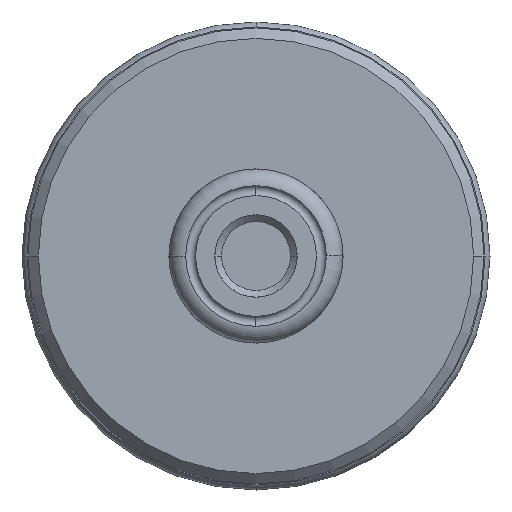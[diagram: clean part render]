
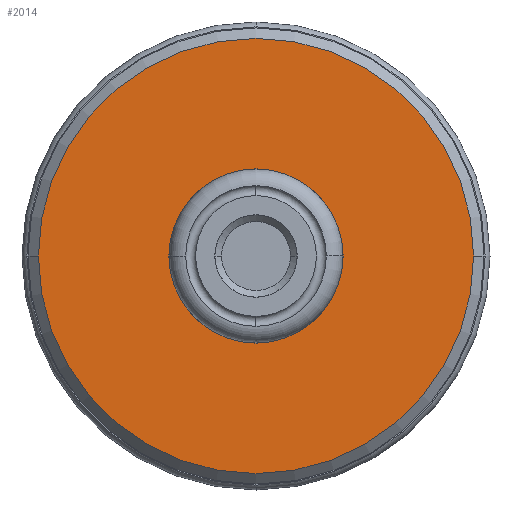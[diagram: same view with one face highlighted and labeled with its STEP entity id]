
A CAD part, left-side view. The second image highlights one B-rep face of the part: STEP entity #2014.
In plain terms, the highlighted planar face has unit normal (-1, 0, 0).
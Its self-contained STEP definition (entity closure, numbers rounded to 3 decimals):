
#952=CARTESIAN_POINT('',(-15.75,0.,0.));
#953=DIRECTION('',(-1.,0.,0.));
#954=DIRECTION('',(0.,-1.,0.));
#955=AXIS2_PLACEMENT_3D('',#952,#953,#954);
#957=CARTESIAN_POINT('',(-15.75,0.,0.));
#958=DIRECTION('',(-1.,0.,0.));
#959=DIRECTION('',(0.,1.,0.));
#960=AXIS2_PLACEMENT_3D('',#957,#958,#959);
#962=CARTESIAN_POINT('',(-15.75,0.,0.));
#963=DIRECTION('',(1.,0.,0.));
#964=DIRECTION('',(0.,1.,0.));
#965=AXIS2_PLACEMENT_3D('',#962,#963,#964);
#967=CARTESIAN_POINT('',(-15.75,0.,0.));
#968=DIRECTION('',(1.,0.,0.));
#969=DIRECTION('',(0.,-1.,0.));
#970=AXIS2_PLACEMENT_3D('',#967,#968,#969);
#1054=CARTESIAN_POINT('',(-15.75,-15.863,0.));
#1055=CARTESIAN_POINT('',(-15.75,15.863,0.));
#1056=VERTEX_POINT('',#1054);
#1057=VERTEX_POINT('',#1055);
#1142=CARTESIAN_POINT('',(-15.75,6.35,0.));
#1143=CARTESIAN_POINT('',(-15.75,-6.35,0.));
#1144=VERTEX_POINT('',#1142);
#1145=VERTEX_POINT('',#1143);
#1998=CARTESIAN_POINT('',(-15.75,0.,0.));
#1999=DIRECTION('',(-1.,0.,0.));
#2000=DIRECTION('',(0.,1.,0.));
#2001=AXIS2_PLACEMENT_3D('',#1998,#1999,#2000);
#2002=PLANE('',#2001);
#2004=ORIENTED_EDGE('',*,*,#2003,.F.);
#2005=ORIENTED_EDGE('',*,*,#1988,.F.);
#2006=EDGE_LOOP('',(#2004,#2005));
#2007=FACE_OUTER_BOUND('',#2006,.F.);
#2009=ORIENTED_EDGE('',*,*,#2008,.F.);
#2011=ORIENTED_EDGE('',*,*,#2010,.F.);
#2012=EDGE_LOOP('',(#2009,#2011));
#2013=FACE_BOUND('',#2012,.F.);
#956=CIRCLE('',#955,15.863);
#961=CIRCLE('',#960,15.863);
#966=CIRCLE('',#965,6.35);
#971=CIRCLE('',#970,6.35);
#1988=EDGE_CURVE('',#1057,#1056,#961,.T.);
#2003=EDGE_CURVE('',#1056,#1057,#956,.T.);
#2008=EDGE_CURVE('',#1144,#1145,#966,.T.);
#2010=EDGE_CURVE('',#1145,#1144,#971,.T.);
#2014=ADVANCED_FACE('',(#2007,#2013),#2002,.T.);
